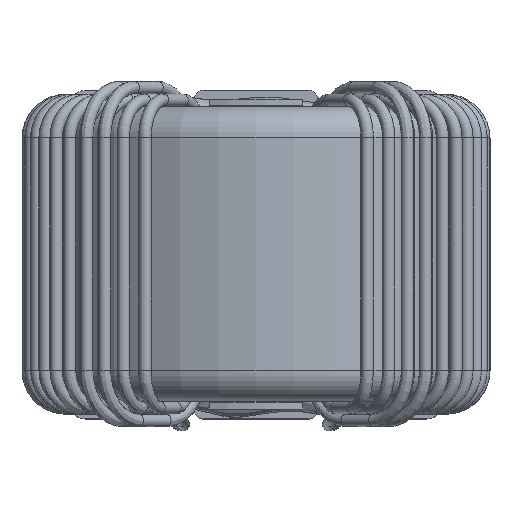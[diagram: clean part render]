
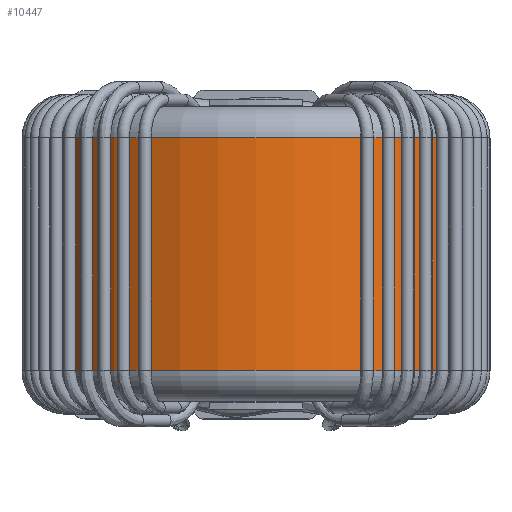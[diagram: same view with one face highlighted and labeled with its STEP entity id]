
A CAD part, top view. The second image highlights one B-rep face of the part: STEP entity #10447.
In plain terms, the highlighted cylindrical face has radius 7.15 mm (diameter 14.3 mm), a full revolution.
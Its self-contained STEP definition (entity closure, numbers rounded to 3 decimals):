
#1689=ORIENTED_EDGE('',*,*,#2985,.T.);
#1690=ORIENTED_EDGE('',*,*,#2986,.T.);
#2985=EDGE_CURVE('',#3815,#3815,#4491,.T.);
#2986=EDGE_CURVE('',#3816,#3816,#4492,.F.);
#3815=VERTEX_POINT('',#33334);
#3816=VERTEX_POINT('',#33336);
#4491=CIRCLE('',#11301,7.15);
#4492=CIRCLE('',#11302,7.15);
#5338=EDGE_LOOP('',(#1689));
#5339=EDGE_LOOP('',(#1690));
#6292=FACE_BOUND('',#5338,.T.);
#6293=FACE_BOUND('',#5339,.T.);
#6689=CYLINDRICAL_SURFACE('',#11300,7.15);
#10447=ADVANCED_FACE('',(#6292,#6293),#6689,.T.);
#11300=AXIS2_PLACEMENT_3D('',#33332,#12890,#12891);
#11301=AXIS2_PLACEMENT_3D('',#33333,#12892,#12893);
#11302=AXIS2_PLACEMENT_3D('',#33335,#12894,#12895);
#12890=DIRECTION('',(0.,1.,0.));
#12891=DIRECTION('',(0.,0.,1.));
#12892=DIRECTION('',(0.,1.,0.));
#12893=DIRECTION('',(0.,0.,1.));
#12894=DIRECTION('',(0.,1.,0.));
#12895=DIRECTION('',(0.,0.,1.));
#33332=CARTESIAN_POINT('',(0.,-4.75,10.75));
#33333=CARTESIAN_POINT('',(0.,-3.75,10.75));
#33334=CARTESIAN_POINT('',(0.,-3.75,17.9));
#33335=CARTESIAN_POINT('',(0.,3.75,10.75));
#33336=CARTESIAN_POINT('',(0.,3.75,17.9));
